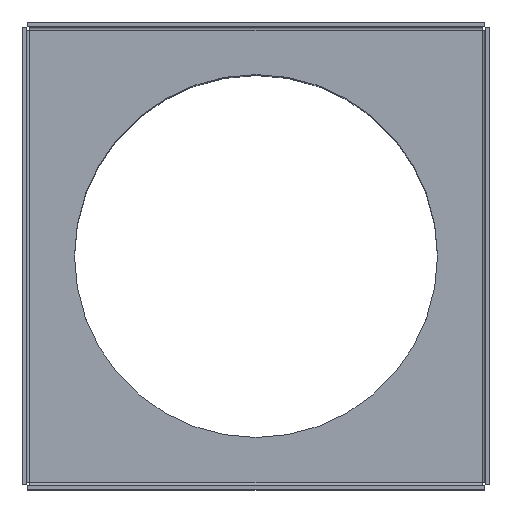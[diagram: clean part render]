
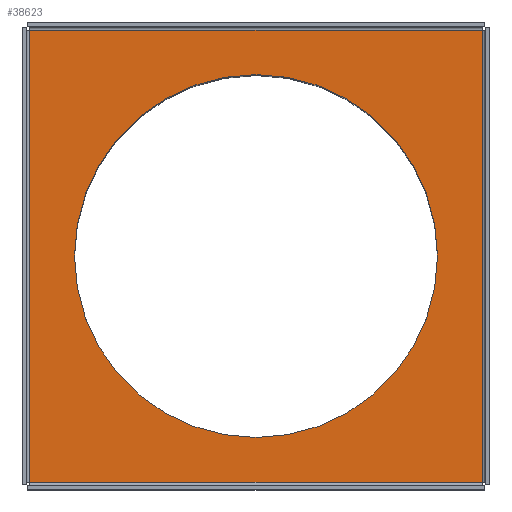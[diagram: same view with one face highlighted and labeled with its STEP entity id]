
A CAD part, top view. The second image highlights one B-rep face of the part: STEP entity #38623.
In plain terms, the highlighted face is planar.
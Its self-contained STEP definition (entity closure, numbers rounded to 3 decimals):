
#1867=PLANE('',#42298);
#2771=FACE_BOUND('',#7375,.T.);
#4621=FACE_OUTER_BOUND('',#7374,.T.);
#7374=EDGE_LOOP('',(#36750,#36751,#36752,#36753));
#7375=EDGE_LOOP('',(#36754));
#11002=LINE('',#64217,#14689);
#11023=LINE('',#64267,#14710);
#11044=LINE('',#64317,#14731);
#11064=LINE('',#64364,#14751);
#14689=VECTOR('',#53179,1420.);
#14710=VECTOR('',#53230,1420.);
#14731=VECTOR('',#53281,1420.);
#14751=VECTOR('',#53331,1420.);
#16573=CIRCLE('',#42299,570.);
#20191=VERTEX_POINT('',#64197);
#20192=VERTEX_POINT('',#64202);
#20206=VERTEX_POINT('',#64249);
#20220=VERTEX_POINT('',#64299);
#20235=VERTEX_POINT('',#64366);
#25668=EDGE_CURVE('',#20192,#20191,#11002,.T.);
#25693=EDGE_CURVE('',#20191,#20206,#11023,.T.);
#25718=EDGE_CURVE('',#20206,#20220,#11044,.T.);
#25742=EDGE_CURVE('',#20220,#20192,#11064,.T.);
#25743=EDGE_CURVE('',#20235,#20235,#16573,.T.);
#36750=ORIENTED_EDGE('',*,*,#25668,.T.);
#36751=ORIENTED_EDGE('',*,*,#25693,.T.);
#36752=ORIENTED_EDGE('',*,*,#25718,.T.);
#36753=ORIENTED_EDGE('',*,*,#25742,.T.);
#36754=ORIENTED_EDGE('',*,*,#25743,.T.);
#38623=ADVANCED_FACE('',(#4621,#2771),#1867,.T.);
#42298=AXIS2_PLACEMENT_3D('',#64365,#53332,#53333);
#42299=AXIS2_PLACEMENT_3D('',#64367,#53334,#53335);
#53179=DIRECTION('',(-1.,0.,0.));
#53230=DIRECTION('',(0.,0.,1.));
#53281=DIRECTION('',(1.,0.,0.));
#53331=DIRECTION('',(0.,0.,-1.));
#53332=DIRECTION('center_axis',(0.,1.,0.));
#53333=DIRECTION('ref_axis',(0.,0.,1.));
#53334=DIRECTION('center_axis',(0.,-1.,0.));
#53335=DIRECTION('ref_axis',(1.,0.,0.));
#64197=CARTESIAN_POINT('',(-1445.,15.,-1445.));
#64202=CARTESIAN_POINT('',(-25.,15.,-1445.));
#64217=CARTESIAN_POINT('',(-1090.,15.,-1445.));
#64249=CARTESIAN_POINT('',(-1445.,15.,-25.));
#64267=CARTESIAN_POINT('',(-1445.,15.,-380.));
#64299=CARTESIAN_POINT('',(-25.,15.,-25.));
#64317=CARTESIAN_POINT('',(-380.,15.,-25.));
#64364=CARTESIAN_POINT('',(-25.,15.,-1090.));
#64365=CARTESIAN_POINT('Origin',(-735.,15.,-735.));
#64366=CARTESIAN_POINT('',(-1305.,15.,-735.));
#64367=CARTESIAN_POINT('Origin',(-735.,15.,-735.));
